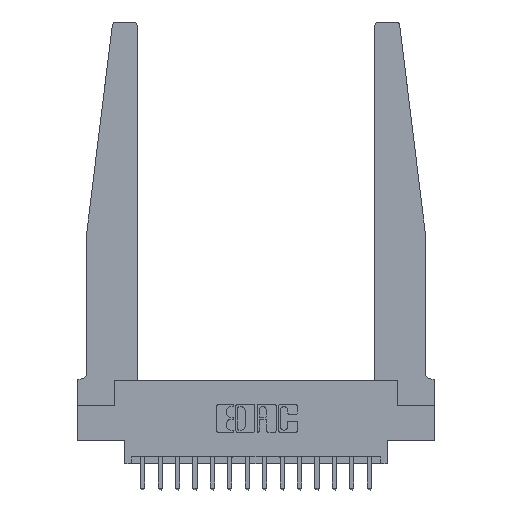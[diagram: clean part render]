
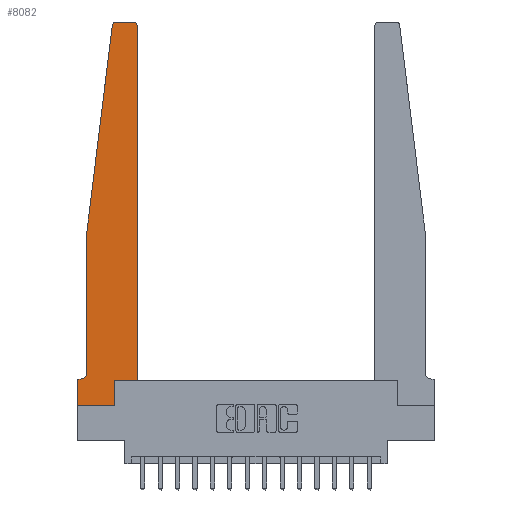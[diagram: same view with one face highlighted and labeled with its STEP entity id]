
A CAD part, top view. The second image highlights one B-rep face of the part: STEP entity #8082.
In plain terms, the highlighted planar face has unit normal (0, 0, 1).
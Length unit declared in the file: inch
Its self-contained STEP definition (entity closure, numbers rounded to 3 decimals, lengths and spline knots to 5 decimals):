
#94 = EDGE_CURVE ( 'NONE', #8657, #10870, #12692, .T. ) ;
#100 = VECTOR ( 'NONE', #11571, 39.37008 ) ;
#121 = CIRCLE ( 'NONE', #13143, 0.03 ) ;
#168 = LINE ( 'NONE', #341, #6256 ) ;
#341 = CARTESIAN_POINT ( 'NONE',  ( 0.065, 1.25, 0.37 ) ) ;
#365 = EDGE_CURVE ( 'NONE', #3122, #3226, #17576, .T. ) ;
#421 = CARTESIAN_POINT ( 'NONE',  ( 0.425, 0.18, 0.37 ) ) ;
#902 = CARTESIAN_POINT ( 'NONE',  ( 0.2605, 0.18, 0.37 ) ) ;
#999 = LINE ( 'NONE', #18290, #12373 ) ;
#1232 = DIRECTION ( 'NONE',  ( -1., 0., 0. ) ) ;
#1286 = CARTESIAN_POINT ( 'NONE',  ( 0., 0., 0.37 ) ) ;
#1722 = DIRECTION ( 'NONE',  ( 1., 0., 0. ) ) ;
#1740 = VERTEX_POINT ( 'NONE', #10342 ) ;
#1847 = DIRECTION ( 'NONE',  ( 0., 1., 0. ) ) ;
#2334 = DIRECTION ( 'NONE',  ( -1., 0., 0. ) ) ;
#2544 = EDGE_CURVE ( 'NONE', #17080, #1740, #8524, .T. ) ;
#2578 = CARTESIAN_POINT ( 'NONE',  ( 0.425, 0.18, 0.37 ) ) ;
#3122 = VERTEX_POINT ( 'NONE', #10536 ) ;
#3125 = VECTOR ( 'NONE', #2334, 39.37008 ) ;
#3226 = VERTEX_POINT ( 'NONE', #7922 ) ;
#3862 = ORIENTED_EDGE ( 'NONE', *, *, #13816, .T. ) ;
#4182 = CARTESIAN_POINT ( 'NONE',  ( 0.015, 0.2375, 0.37 ) ) ;
#4281 = DIRECTION ( 'NONE',  ( 0., 1., 0. ) ) ;
#4301 = VERTEX_POINT ( 'NONE', #6334 ) ;
#4409 = CARTESIAN_POINT ( 'NONE',  ( 0.065, 0.2375, 0.37 ) ) ;
#4465 = ORIENTED_EDGE ( 'NONE', *, *, #5298, .T. ) ;
#4793 = ORIENTED_EDGE ( 'NONE', *, *, #18239, .T. ) ;
#4797 = CARTESIAN_POINT ( 'NONE',  ( 0.425, 0.18, 0.37 ) ) ;
#5240 = ORIENTED_EDGE ( 'NONE', *, *, #13527, .T. ) ;
#5298 = EDGE_CURVE ( 'NONE', #1740, #4301, #7856, .T. ) ;
#5706 = DIRECTION ( 'NONE',  ( -0.122, -0.992, 0. ) ) ;
#5998 = CARTESIAN_POINT ( 'NONE',  ( 0., 0.1875, 0.37 ) ) ;
#6256 = VECTOR ( 'NONE', #5706, 39.37008 ) ;
#6334 = CARTESIAN_POINT ( 'NONE',  ( 0.2605, 0., 0.37 ) ) ;
#7856 = LINE ( 'NONE', #12037, #16027 ) ;
#7922 = CARTESIAN_POINT ( 'NONE',  ( 0.27653, 2.75, 0.37 ) ) ;
#7977 = DIRECTION ( 'NONE',  ( -1., 0., 0. ) ) ;
#8031 = ORIENTED_EDGE ( 'NONE', *, *, #2544, .T. ) ;
#8064 = AXIS2_PLACEMENT_3D ( 'NONE', #13760, #9569, #15254 ) ;
#8079 = CARTESIAN_POINT ( 'NONE',  ( 0.015, 0.1875, 0.37 ) ) ;
#8082 = ADVANCED_FACE ( 'NONE', ( #11981 ), #8274, .T. ) ;
#8120 = CIRCLE ( 'NONE', #10186, 0.03 ) ;
#8180 = DIRECTION ( 'NONE',  ( 1., 0., 0. ) ) ;
#8274 = PLANE ( 'NONE',  #8064 ) ;
#8420 = ORIENTED_EDGE ( 'NONE', *, *, #16079, .T. ) ;
#8524 = LINE ( 'NONE', #1286, #100 ) ;
#8657 = VERTEX_POINT ( 'NONE', #4409 ) ;
#8765 = DIRECTION ( 'NONE',  ( 1., 0., 0. ) ) ;
#9498 = EDGE_CURVE ( 'NONE', #13491, #3122, #8120, .T. ) ;
#9569 = DIRECTION ( 'NONE',  ( 0., 0., 1. ) ) ;
#9706 = EDGE_CURVE ( 'NONE', #3226, #15621, #121, .T. ) ;
#9741 = AXIS2_PLACEMENT_3D ( 'NONE', #4182, #18347, #1232 ) ;
#9748 = CARTESIAN_POINT ( 'NONE',  ( 0.395, 2.72, 0.37 ) ) ;
#9860 = CARTESIAN_POINT ( 'NONE',  ( 0.425, 2.72, 0.37 ) ) ;
#10186 = AXIS2_PLACEMENT_3D ( 'NONE', #9748, #15434, #8180 ) ;
#10342 = CARTESIAN_POINT ( 'NONE',  ( 0., 0., 0.37 ) ) ;
#10441 = CARTESIAN_POINT ( 'NONE',  ( 0.27653, 2.72, 0.37 ) ) ;
#10536 = CARTESIAN_POINT ( 'NONE',  ( 0.395, 2.75, 0.37 ) ) ;
#10644 = VERTEX_POINT ( 'NONE', #16000 ) ;
#10870 = VERTEX_POINT ( 'NONE', #8079 ) ;
#11215 = EDGE_CURVE ( 'NONE', #17312, #13491, #16264, .T. ) ;
#11571 = DIRECTION ( 'NONE',  ( 0., -1., 0. ) ) ;
#11627 = ORIENTED_EDGE ( 'NONE', *, *, #94, .T. ) ;
#11956 = CARTESIAN_POINT ( 'NONE',  ( 0.24675, 2.72367, 0.37 ) ) ;
#11981 = FACE_OUTER_BOUND ( 'NONE', #16225, .T. ) ;
#12037 = CARTESIAN_POINT ( 'NONE',  ( 0., 0., 0.37 ) ) ;
#12132 = ORIENTED_EDGE ( 'NONE', *, *, #9498, .T. ) ;
#12157 = CARTESIAN_POINT ( 'NONE',  ( 0.065, 0.1875, 0.37 ) ) ;
#12270 = ORIENTED_EDGE ( 'NONE', *, *, #14558, .T. ) ;
#12373 = VECTOR ( 'NONE', #16886, 39.37008 ) ;
#12692 = CIRCLE ( 'NONE', #9741, 0.05 ) ;
#12803 = VECTOR ( 'NONE', #7977, 39.37008 ) ;
#12896 = VECTOR ( 'NONE', #4281, 39.37008 ) ;
#13049 = DIRECTION ( 'NONE',  ( 0., 0., 1. ) ) ;
#13143 = AXIS2_PLACEMENT_3D ( 'NONE', #10441, #13049, #1722 ) ;
#13214 = VERTEX_POINT ( 'NONE', #902 ) ;
#13491 = VERTEX_POINT ( 'NONE', #9860 ) ;
#13527 = EDGE_CURVE ( 'NONE', #4301, #13214, #15642, .T. ) ;
#13569 = LINE ( 'NONE', #12157, #3125 ) ;
#13760 = CARTESIAN_POINT ( 'NONE',  ( 0., 0.1875, 0.37 ) ) ;
#13816 = EDGE_CURVE ( 'NONE', #10870, #17080, #13569, .T. ) ;
#13878 = CARTESIAN_POINT ( 'NONE',  ( 0.2605, 0.18, 0.37 ) ) ;
#14558 = EDGE_CURVE ( 'NONE', #13214, #17312, #14721, .T. ) ;
#14644 = VECTOR ( 'NONE', #1847, 39.37008 ) ;
#14721 = LINE ( 'NONE', #421, #15620 ) ;
#14972 = CARTESIAN_POINT ( 'NONE',  ( 0.25, 2.75, 0.37 ) ) ;
#15254 = DIRECTION ( 'NONE',  ( 1., 0., 0. ) ) ;
#15434 = DIRECTION ( 'NONE',  ( 0., 0., 1. ) ) ;
#15620 = VECTOR ( 'NONE', #8765, 39.37008 ) ;
#15621 = VERTEX_POINT ( 'NONE', #11956 ) ;
#15642 = LINE ( 'NONE', #13878, #12896 ) ;
#15989 = ORIENTED_EDGE ( 'NONE', *, *, #11215, .T. ) ;
#16000 = CARTESIAN_POINT ( 'NONE',  ( 0.065, 1.25, 0.37 ) ) ;
#16027 = VECTOR ( 'NONE', #16338, 39.37008 ) ;
#16079 = EDGE_CURVE ( 'NONE', #10644, #8657, #999, .T. ) ;
#16225 = EDGE_LOOP ( 'NONE', ( #17192, #16267, #4793, #8420, #11627, #3862, #8031, #4465, #5240, #12270, #15989, #12132 ) ) ;
#16264 = LINE ( 'NONE', #4797, #14644 ) ;
#16267 = ORIENTED_EDGE ( 'NONE', *, *, #9706, .T. ) ;
#16338 = DIRECTION ( 'NONE',  ( 1., 0., 0. ) ) ;
#16886 = DIRECTION ( 'NONE',  ( 0., -1., 0. ) ) ;
#17080 = VERTEX_POINT ( 'NONE', #5998 ) ;
#17192 = ORIENTED_EDGE ( 'NONE', *, *, #365, .T. ) ;
#17312 = VERTEX_POINT ( 'NONE', #2578 ) ;
#17576 = LINE ( 'NONE', #14972, #12803 ) ;
#18239 = EDGE_CURVE ( 'NONE', #15621, #10644, #168, .T. ) ;
#18290 = CARTESIAN_POINT ( 'NONE',  ( 0.065, 1.25, 0.37 ) ) ;
#18347 = DIRECTION ( 'NONE',  ( 0., 0., -1. ) ) ;
